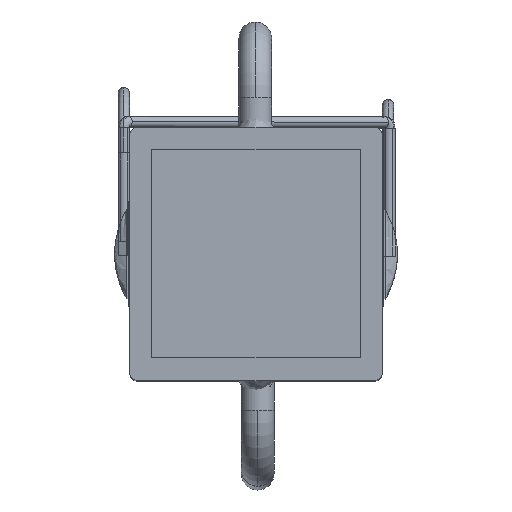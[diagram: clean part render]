
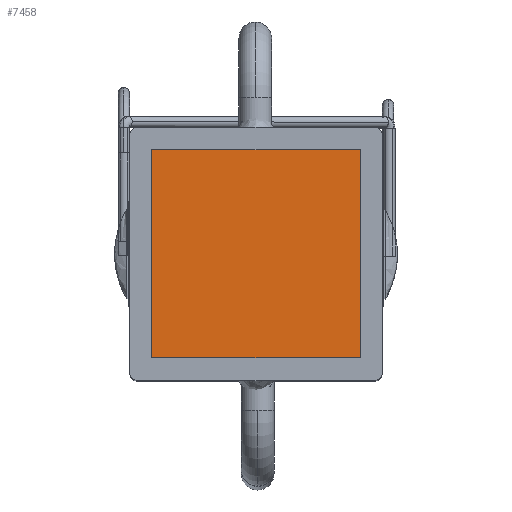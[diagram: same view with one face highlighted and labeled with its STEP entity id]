
A CAD part, top view. The second image highlights one B-rep face of the part: STEP entity #7458.
In plain terms, the highlighted planar face has unit normal (0, 0, 1).
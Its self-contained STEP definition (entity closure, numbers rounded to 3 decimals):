
#34 = VECTOR ( 'NONE', #6322, 1000. ) ;
#222 = CARTESIAN_POINT ( 'NONE',  ( 3.406, 3.437, 27. ) ) ;
#731 = CARTESIAN_POINT ( 'NONE',  ( -3.594, 3.437, 27. ) ) ;
#801 = PLANE ( 'NONE',  #4094 ) ;
#1946 = FACE_OUTER_BOUND ( 'NONE', #3187, .T. ) ;
#1969 = ORIENTED_EDGE ( 'NONE', *, *, #6864, .T. ) ;
#2093 = DIRECTION ( 'NONE',  ( 0., 0., -1. ) ) ;
#2519 = EDGE_CURVE ( 'NONE', #4332, #3235, #7306, .T. ) ;
#2748 = LINE ( 'NONE', #7652, #34 ) ;
#2942 = VECTOR ( 'NONE', #7409, 1000. ) ;
#3187 = EDGE_LOOP ( 'NONE', ( #1969, #4503, #8498, #6889 ) ) ;
#3235 = VERTEX_POINT ( 'NONE', #3421 ) ;
#3421 = CARTESIAN_POINT ( 'NONE',  ( 3.406, 3.437, 27. ) ) ;
#3514 = CARTESIAN_POINT ( 'NONE',  ( 3.406, -3.563, 27. ) ) ;
#3668 = LINE ( 'NONE', #3514, #2942 ) ;
#3766 = EDGE_CURVE ( 'NONE', #7844, #7841, #2748, .T. ) ;
#3815 = VECTOR ( 'NONE', #8040, 1000. ) ;
#4094 = AXIS2_PLACEMENT_3D ( 'NONE', #5480, #2093, #6128 ) ;
#4206 = CARTESIAN_POINT ( 'NONE',  ( -3.594, 3.437, 27. ) ) ;
#4332 = VERTEX_POINT ( 'NONE', #5225 ) ;
#4503 = ORIENTED_EDGE ( 'NONE', *, *, #2519, .T. ) ;
#4983 = DIRECTION ( 'NONE',  ( 0., 1., 0. ) ) ;
#5207 = EDGE_CURVE ( 'NONE', #3235, #7844, #7327, .T. ) ;
#5225 = CARTESIAN_POINT ( 'NONE',  ( 3.406, -3.563, 27. ) ) ;
#5480 = CARTESIAN_POINT ( 'NONE',  ( -3.594, -3.563, 27. ) ) ;
#6059 = VECTOR ( 'NONE', #4983, 1000. ) ;
#6128 = DIRECTION ( 'NONE',  ( -1., 0., 0. ) ) ;
#6322 = DIRECTION ( 'NONE',  ( 0., -1., 0. ) ) ;
#6686 = CARTESIAN_POINT ( 'NONE',  ( -3.594, -3.563, 27. ) ) ;
#6864 = EDGE_CURVE ( 'NONE', #7841, #4332, #3668, .T. ) ;
#6889 = ORIENTED_EDGE ( 'NONE', *, *, #3766, .T. ) ;
#7306 = LINE ( 'NONE', #222, #6059 ) ;
#7327 = LINE ( 'NONE', #4206, #3815 ) ;
#7409 = DIRECTION ( 'NONE',  ( 1., 0., 0. ) ) ;
#7458 = ADVANCED_FACE ( 'NONE', ( #1946 ), #801, .F. ) ;
#7652 = CARTESIAN_POINT ( 'NONE',  ( -3.594, -3.563, 27. ) ) ;
#7841 = VERTEX_POINT ( 'NONE', #6686 ) ;
#7844 = VERTEX_POINT ( 'NONE', #731 ) ;
#8040 = DIRECTION ( 'NONE',  ( -1., 0., 0. ) ) ;
#8498 = ORIENTED_EDGE ( 'NONE', *, *, #5207, .T. ) ;
